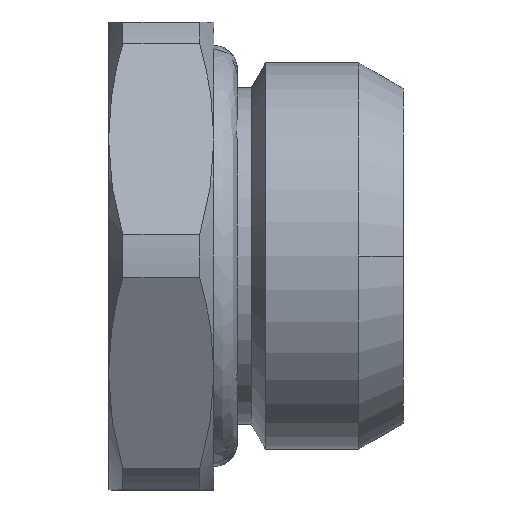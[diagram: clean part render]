
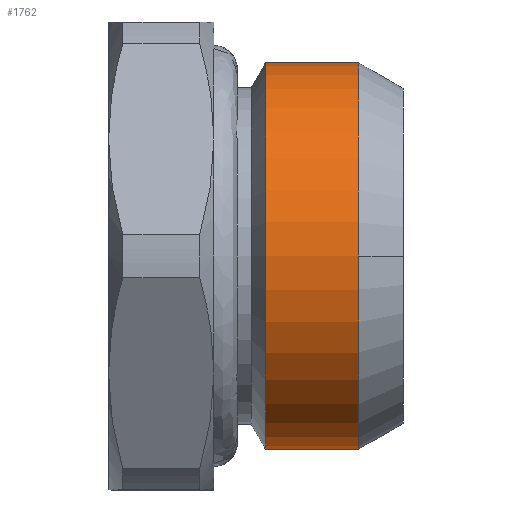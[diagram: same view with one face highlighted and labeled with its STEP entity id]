
A CAD part, left-side view. The second image highlights one B-rep face of the part: STEP entity #1762.
In plain terms, the highlighted cylindrical face has radius 8.25 mm (diameter 16.5 mm), a partial arc.
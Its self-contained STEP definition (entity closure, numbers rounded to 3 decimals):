
#29 = VERTEX_POINT ( 'NONE', #1734 ) ;
#74 = CARTESIAN_POINT ( 'NONE',  ( 0., 5.894, 0. ) ) ;
#85 = CARTESIAN_POINT ( 'NONE',  ( 0., 0., -8.25 ) ) ;
#118 = DIRECTION ( 'NONE',  ( 0., 0., -1. ) ) ;
#130 = LINE ( 'NONE', #85, #589 ) ;
#147 = DIRECTION ( 'NONE',  ( 0., -1., 0. ) ) ;
#162 = DIRECTION ( 'NONE',  ( 0., -1., 0. ) ) ;
#179 = EDGE_CURVE ( 'NONE', #861, #1354, #709, .T. ) ;
#194 = CARTESIAN_POINT ( 'NONE',  ( 0., 1.905, 0. ) ) ;
#257 = DIRECTION ( 'NONE',  ( 0., -1., 0. ) ) ;
#291 = CARTESIAN_POINT ( 'NONE',  ( 0., 0., 8.25 ) ) ;
#306 = DIRECTION ( 'NONE',  ( 0., -1., 0. ) ) ;
#321 = CARTESIAN_POINT ( 'NONE',  ( 0., 1.905, 8.25 ) ) ;
#433 = CYLINDRICAL_SURFACE ( 'NONE', #1100, 8.25 ) ;
#454 = CARTESIAN_POINT ( 'NONE',  ( 0., 5.894, -8.25 ) ) ;
#455 = CARTESIAN_POINT ( 'NONE',  ( 0., 5.894, 8.25 ) ) ;
#486 = DIRECTION ( 'NONE',  ( 0., 0., 1. ) ) ;
#493 = DIRECTION ( 'NONE',  ( 0., -1., 0. ) ) ;
#576 = FACE_OUTER_BOUND ( 'NONE', #593, .T. ) ;
#589 = VECTOR ( 'NONE', #162, 1000. ) ;
#593 = EDGE_LOOP ( 'NONE', ( #1095, #1580, #1438, #618, #1740 ) ) ;
#618 = ORIENTED_EDGE ( 'NONE', *, *, #1186, .F. ) ;
#645 = VECTOR ( 'NONE', #257, 1000. ) ;
#658 = DIRECTION ( 'NONE',  ( 0., 0., 1. ) ) ;
#709 = LINE ( 'NONE', #291, #645 ) ;
#802 = VERTEX_POINT ( 'NONE', #1595 ) ;
#861 = VERTEX_POINT ( 'NONE', #455 ) ;
#863 = VERTEX_POINT ( 'NONE', #454 ) ;
#985 = CARTESIAN_POINT ( 'NONE',  ( 0., 1.905, 0. ) ) ;
#987 = EDGE_CURVE ( 'NONE', #861, #863, #1216, .T. ) ;
#1095 = ORIENTED_EDGE ( 'NONE', *, *, #179, .F. ) ;
#1100 = AXIS2_PLACEMENT_3D ( 'NONE', #1752, #1681, #1840 ) ;
#1186 = EDGE_CURVE ( 'NONE', #802, #29, #1374, .T. ) ;
#1216 = CIRCLE ( 'NONE', #1733, 8.25 ) ;
#1272 = CIRCLE ( 'NONE', #1499, 8.25 ) ;
#1334 = EDGE_CURVE ( 'NONE', #1354, #802, #1272, .T. ) ;
#1354 = VERTEX_POINT ( 'NONE', #321 ) ;
#1374 = CIRCLE ( 'NONE', #1564, 8.25 ) ;
#1438 = ORIENTED_EDGE ( 'NONE', *, *, #1445, .T. ) ;
#1445 = EDGE_CURVE ( 'NONE', #863, #29, #130, .T. ) ;
#1499 = AXIS2_PLACEMENT_3D ( 'NONE', #194, #306, #658 ) ;
#1564 = AXIS2_PLACEMENT_3D ( 'NONE', #985, #493, #486 ) ;
#1580 = ORIENTED_EDGE ( 'NONE', *, *, #987, .T. ) ;
#1595 = CARTESIAN_POINT ( 'NONE',  ( -8.25, 1.905, 0. ) ) ;
#1681 = DIRECTION ( 'NONE',  ( 0., -1., 0. ) ) ;
#1733 = AXIS2_PLACEMENT_3D ( 'NONE', #74, #147, #118 ) ;
#1734 = CARTESIAN_POINT ( 'NONE',  ( 0., 1.905, -8.25 ) ) ;
#1740 = ORIENTED_EDGE ( 'NONE', *, *, #1334, .F. ) ;
#1752 = CARTESIAN_POINT ( 'NONE',  ( 0., 0., 0. ) ) ;
#1762 = ADVANCED_FACE ( 'NONE', ( #576 ), #433, .T. ) ;
#1840 = DIRECTION ( 'NONE',  ( 0., 0., -1. ) ) ;
